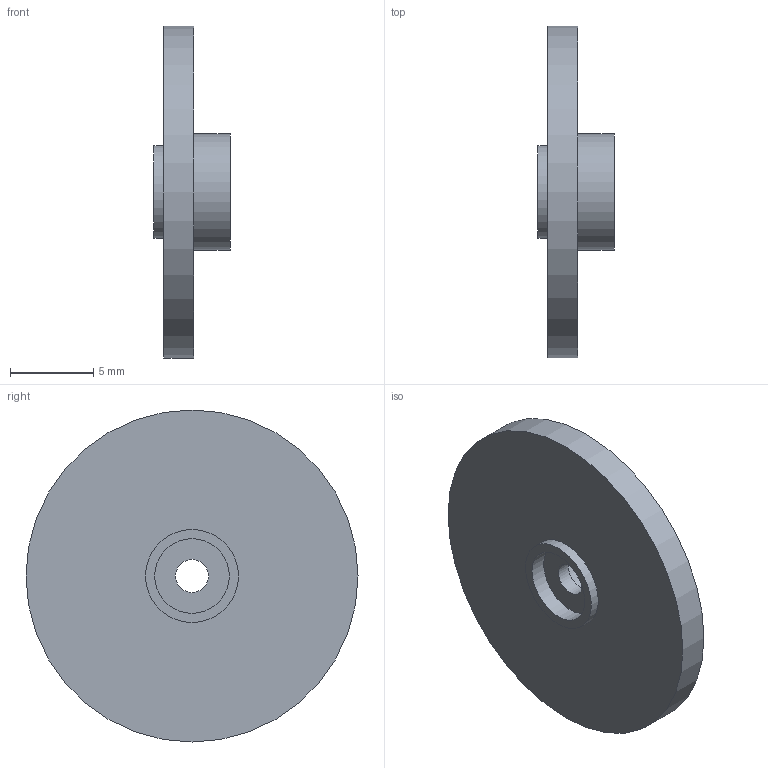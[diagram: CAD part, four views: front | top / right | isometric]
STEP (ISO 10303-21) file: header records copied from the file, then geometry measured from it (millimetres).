
FILE_DESCRIPTION(/* description */ ('STEP AP214'),/* implementation_level */ '2;1');
FILE_NAME(/* name */ '683c51534258294a187f3e70',/* time_stamp */ '2025-06-01T13:10:44Z',/* author */ (''),/* organization */ (''),/* preprocessor_version */ 'ST-DEVELOPER v20',/* originating_system */ 'ONSHAPE BY PTC INC, 1.198',/* authorisation */ ' ');
FILE_SCHEMA (('AUTOMOTIVE_DESIGN {1 0 10303 214 3 1 1}'));
Length unit declared in the file: metre
Products named in the file (1): ES3302_Servo_Horn_Round_01
Bounding box: 4.6 x 20 x 20 mm (x, y, z)
Volume: 578.6 mm3; surface area: 861.9 mm2
Topology: 1 solids, 1 shells, 12 faces, 18 edges, 12 vertices
Faces by surface type: plane 6, cylinder 6
Full cylindrical faces by diameter (mm): 2 x1, 4.5 x1, 5.6 x2, 7 x1, 20 x1
Entity records: 278 total; most frequent: DIRECTION 50, CARTESIAN_POINT 37, AXIS2_PLACEMENT_3D 25, ORIENTED_EDGE 24, EDGE_LOOP 24, FACE_BOUND 24, EDGE_CURVE 12, VERTEX_POINT 12
